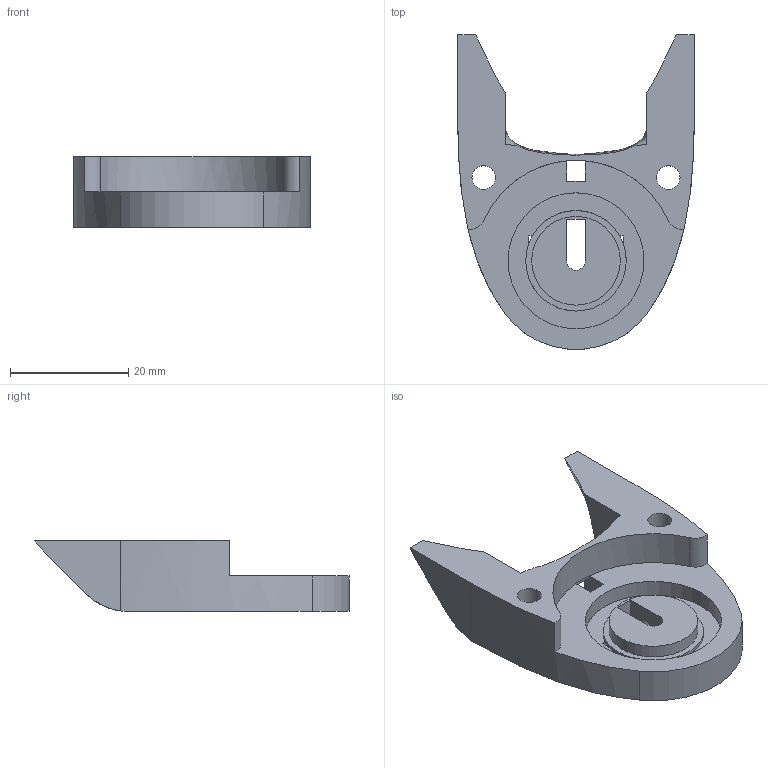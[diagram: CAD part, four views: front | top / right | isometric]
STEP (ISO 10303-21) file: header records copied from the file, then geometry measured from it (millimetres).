
FILE_DESCRIPTION(/* description */ ('STEP AP214'),/* implementation_level */ '2;1');
FILE_NAME(/* name */ '683c51314258294a187f3dfd',/* time_stamp */ '2025-06-01T13:10:10Z',/* author */ (''),/* organization */ (''),/* preprocessor_version */ 'ST-DEVELOPER v20',/* originating_system */ 'ONSHAPE BY PTC INC, 1.198',/* authorisation */ ' ');
FILE_SCHEMA (('AUTOMOTIVE_DESIGN {1 0 10303 214 3 1 1}'));
Length unit declared in the file: metre
Products named in the file (1): Distal_Wrist_09
Bounding box: 40 x 53.16 x 11.99 mm (x, y, z)
Volume: 8674.6 mm3; surface area: 5427.8 mm2
Topology: 1 solids, 1 shells, 74 faces, 213 edges, 140 vertices
Faces by surface type: plane 36, cylinder 22, bspline 12, cone 2, sphere 2
Full cylindrical faces by diameter (mm): 4 x2, 5 x2, 15 x1, 17 x1, 23 x1
Entity records: 2576 total; most frequent: CARTESIAN_POINT 713, ORIENTED_EDGE 402, DIRECTION 342, EDGE_CURVE 201, VERTEX_POINT 135, AXIS2_PLACEMENT_3D 120, LINE 102, VECTOR 102
